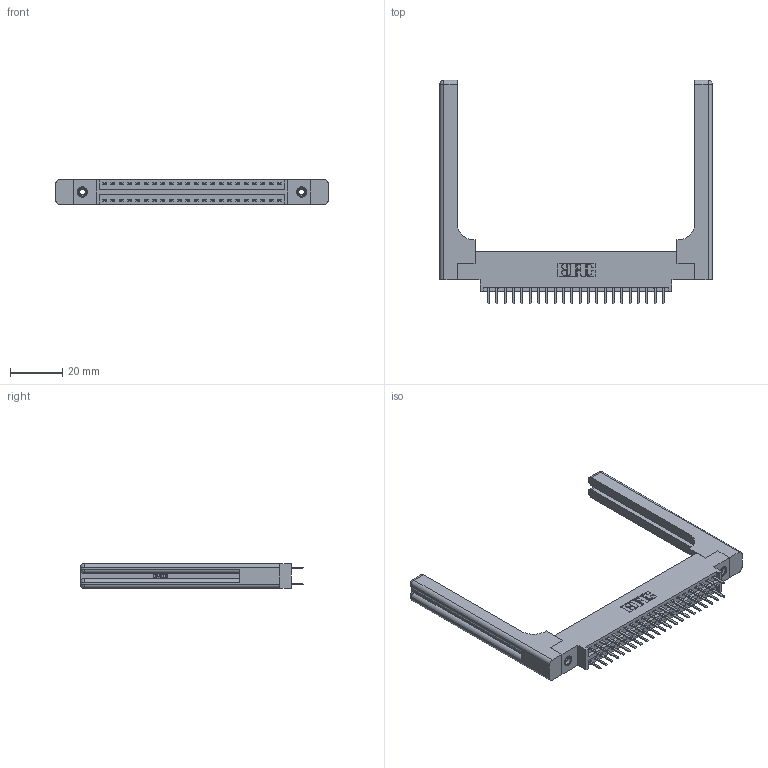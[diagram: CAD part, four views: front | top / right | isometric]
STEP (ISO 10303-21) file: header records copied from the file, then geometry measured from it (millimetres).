
FILE_DESCRIPTION (( 'STEP AP203' ), '1' );
FILE_NAME ('346-044-520-858.STEP', '2022-05-20T06:22:46', ( '' ), ( '' ), 'SwSTEP 2.0', 'SolidWorks 2020', '' );
FILE_SCHEMA (( 'CONFIG_CONTROL_DESIGN' ));
Length unit declared in the file: inch
Products named in the file (5): 345-250-001_345-250-001-102; 345-292-001_345-293-120; 346-220-058_345-220-058; 346 Part_0.170 Offset - 0.156 Dia-TH; 346-044-520-858
Assembly tree (49 placements, depth 2):
  346-044-520-858
    346 Part_0.170 Offset - 0.156 Dia-TH
    345-292-001_345-293-120  x44
    345-250-001_345-250-001-102  x2
    346-220-058_345-220-058  x2
Bounding box: 103.91 x 85.29 x 9.4 mm (x, y, z)
Volume: 17279.5 mm3; surface area: 18277.8 mm2
Topology: 49 solids, 49 shells, 2860 faces, 8215 edges, 5338 vertices
Faces by surface type: plane 1870, cylinder 930, bspline 36, cone 12, sphere 8, torus 4
Entity records: 22894 total; most frequent: CARTESIAN_POINT 4827, ORIENTED_EDGE 3544, DIRECTION 3224, EDGE_CURVE 1772, VECTOR 1456, LINE 1456, VERTEX_POINT 1170, AXIS2_PLACEMENT_3D 884
